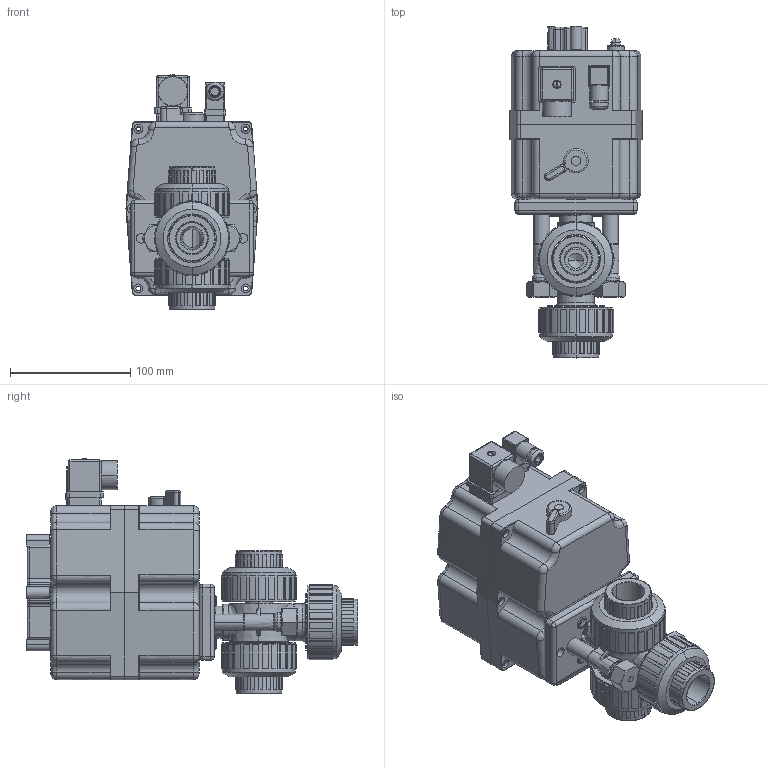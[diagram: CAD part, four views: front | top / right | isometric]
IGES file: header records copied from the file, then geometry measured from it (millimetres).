
Start section:  PTC IGES file: tebva075_sw0002.igs
Global section: file name: tebva075_sw0002.igs; native system: Creo Parametric by Parametric Technology Corporation; preprocessor: 2012230; author: Engineering; organization: Unknown; date: 20130426.111605; units: inch
Bounding box: 109.98 x 276.2 x 195.74 mm (x, y, z)
Surface area: 270110 mm2 (no closed solid volume)
Topology: 0 solids, 0 shells, 889 faces, 4726 edges, 4720 vertices
Faces by surface type: revolution 613, bspline 276
